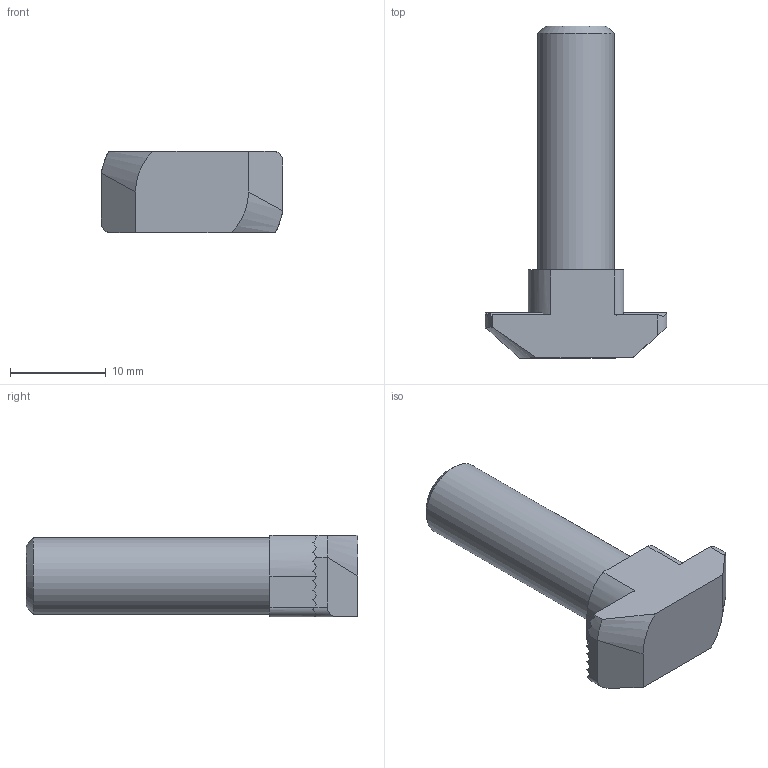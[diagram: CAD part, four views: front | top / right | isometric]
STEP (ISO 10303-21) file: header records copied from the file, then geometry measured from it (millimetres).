
FILE_DESCRIPTION(('FreeCAD Model'),'2;1');
FILE_NAME('Open CASCADE Shape Model','2024-03-19T16:58:16',(''),(''), 'Open CASCADE STEP processor 7.6','FreeCAD','Unknown');
FILE_SCHEMA(('AUTOMOTIVE_DESIGN { 1 0 10303 214 1 1 1 1 }'));
Length unit declared in the file: millimetre
Products named in the file (1): STB10-VR830
Bounding box: 19 x 34.7 x 8.5 mm (x, y, z)
Volume: 2259.5 mm3; surface area: 1310.8 mm2
Topology: 1 solids, 1 shells, 80 faces, 223 edges, 147 vertices
Faces by surface type: plane 52, cylinder 25, bspline 2, cone 1
Full cylindrical faces by diameter (mm): 8 x1
Entity records: 6130 total; most frequent: CARTESIAN_POINT 1747, DIRECTION 791, ORIENTED_EDGE 446, PCURVE 446, DEFINITIONAL_REPRESENTATION 446, LINE 428, VECTOR 428, EDGE_CURVE 223
